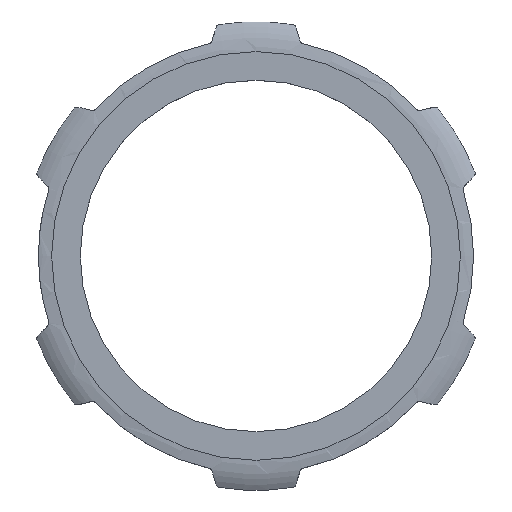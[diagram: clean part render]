
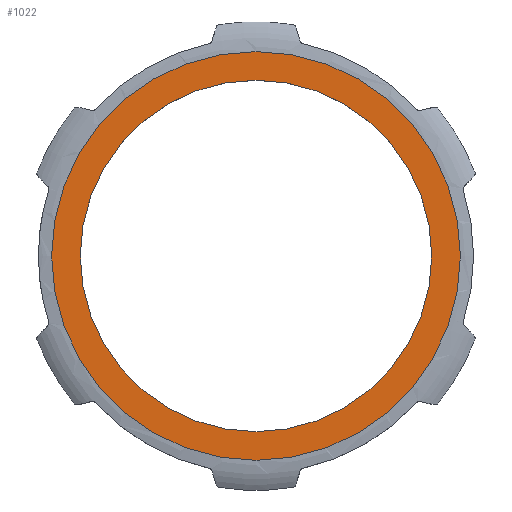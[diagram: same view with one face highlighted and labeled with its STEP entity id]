
A CAD part, top view. The second image highlights one B-rep face of the part: STEP entity #1022.
In plain terms, the highlighted planar face has unit normal (0, 0, 1).
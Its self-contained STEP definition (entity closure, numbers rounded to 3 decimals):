
#16=FACE_BOUND('',#189,.T.);
#30=PLANE('',#1137);
#31=CIRCLE('',#1049,18.317);
#65=CIRCLE('',#1138,15.75);
#129=FACE_OUTER_BOUND('',#188,.T.);
#188=EDGE_LOOP('',(#923));
#189=EDGE_LOOP('',(#924));
#365=VERTEX_POINT('',#1414);
#460=VERTEX_POINT('',#2344);
#465=EDGE_CURVE('',#365,#365,#31,.T.);
#615=EDGE_CURVE('',#460,#460,#65,.T.);
#923=ORIENTED_EDGE('',*,*,#465,.T.);
#924=ORIENTED_EDGE('',*,*,#615,.F.);
#1022=ADVANCED_FACE('',(#129,#16),#30,.T.);
#1049=AXIS2_PLACEMENT_3D('',#1415,#1148,#1149);
#1137=AXIS2_PLACEMENT_3D('',#2343,#1370,#1371);
#1138=AXIS2_PLACEMENT_3D('',#2345,#1372,#1373);
#1148=DIRECTION('center_axis',(0.,0.,1.));
#1149=DIRECTION('ref_axis',(1.,0.,0.));
#1370=DIRECTION('center_axis',(0.,0.,1.));
#1371=DIRECTION('ref_axis',(1.,0.,0.));
#1372=DIRECTION('center_axis',(0.,0.,1.));
#1373=DIRECTION('ref_axis',(1.,0.,0.));
#1414=CARTESIAN_POINT('',(-18.317,0.,3.25));
#1415=CARTESIAN_POINT('Origin',(0.,0.,3.25));
#2343=CARTESIAN_POINT('Origin',(15.75,0.,3.25));
#2344=CARTESIAN_POINT('',(-15.75,0.,3.25));
#2345=CARTESIAN_POINT('Origin',(0.,0.,3.25));
